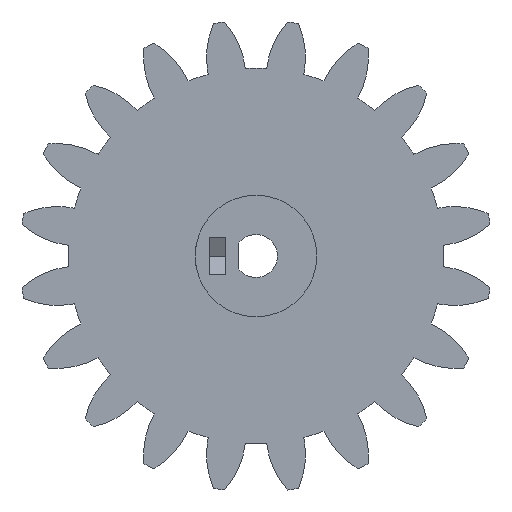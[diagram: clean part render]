
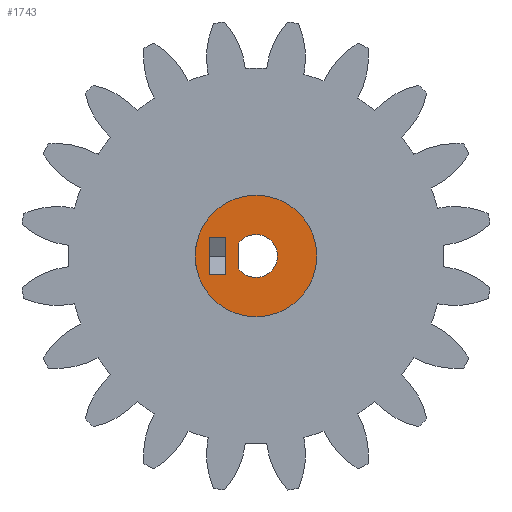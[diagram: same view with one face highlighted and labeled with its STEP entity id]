
A CAD part, left-side view. The second image highlights one B-rep face of the part: STEP entity #1743.
In plain terms, the highlighted planar face has unit normal (-1, 0, 0).
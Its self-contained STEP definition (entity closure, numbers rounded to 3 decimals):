
#34 = AXIS2_PLACEMENT_3D ( 'NONE', #3720, #710, #507 ) ;
#46 = DIRECTION ( 'NONE',  ( -1., 0., 0. ) ) ;
#57 = DIRECTION ( 'NONE',  ( 0., 0., 1. ) ) ;
#125 = EDGE_CURVE ( 'NONE', #755, #1752, #1575, .T. ) ;
#182 = VECTOR ( 'NONE', #996, 1000. ) ;
#289 = ORIENTED_EDGE ( 'NONE', *, *, #2309, .F. ) ;
#314 = CARTESIAN_POINT ( 'NONE',  ( -8., 0., 0. ) ) ;
#337 = CARTESIAN_POINT ( 'NONE',  ( -8., 0., -8.5 ) ) ;
#349 = CARTESIAN_POINT ( 'NONE',  ( -8., 0., 0. ) ) ;
#382 = CIRCLE ( 'NONE', #3556, 3. ) ;
#383 = ORIENTED_EDGE ( 'NONE', *, *, #2781, .T. ) ;
#426 = EDGE_CURVE ( 'NONE', #1371, #1671, #708, .T. ) ;
#438 = CARTESIAN_POINT ( 'NONE',  ( -8., 2.4, -19.297 ) ) ;
#457 = ORIENTED_EDGE ( 'NONE', *, *, #3540, .F. ) ;
#507 = DIRECTION ( 'NONE',  ( 0., 0., 1. ) ) ;
#587 = DIRECTION ( 'NONE',  ( 0., 0., 1. ) ) ;
#589 = LINE ( 'NONE', #2400, #924 ) ;
#603 = FACE_BOUND ( 'NONE', #2852, .T. ) ;
#689 = AXIS2_PLACEMENT_3D ( 'NONE', #3373, #1821, #2440 ) ;
#697 = VERTEX_POINT ( 'NONE', #3674 ) ;
#708 = LINE ( 'NONE', #2186, #1852 ) ;
#710 = DIRECTION ( 'NONE',  ( -1., 0., 0. ) ) ;
#717 = CARTESIAN_POINT ( 'NONE',  ( -8., 0., 8.5 ) ) ;
#755 = VERTEX_POINT ( 'NONE', #717 ) ;
#761 = CARTESIAN_POINT ( 'NONE',  ( -8., 6.55, 2.65 ) ) ;
#865 = DIRECTION ( 'NONE',  ( 0., 0., -1. ) ) ;
#882 = CARTESIAN_POINT ( 'NONE',  ( -8., 4.25, 2.65 ) ) ;
#924 = VECTOR ( 'NONE', #865, 1000. ) ;
#941 = DIRECTION ( 'NONE',  ( -1., 0., 0. ) ) ;
#978 = DIRECTION ( 'NONE',  ( 0., 0., -1. ) ) ;
#996 = DIRECTION ( 'NONE',  ( 0., 0., 1. ) ) ;
#1158 = ORIENTED_EDGE ( 'NONE', *, *, #1533, .T. ) ;
#1194 = ORIENTED_EDGE ( 'NONE', *, *, #2333, .F. ) ;
#1229 = LINE ( 'NONE', #2447, #1576 ) ;
#1252 = DIRECTION ( 'NONE',  ( 0., 0., 1. ) ) ;
#1371 = VERTEX_POINT ( 'NONE', #882 ) ;
#1390 = DIRECTION ( 'NONE',  ( -1., 0., 0. ) ) ;
#1481 = EDGE_CURVE ( 'NONE', #1752, #755, #3032, .T. ) ;
#1533 = EDGE_CURVE ( 'NONE', #3074, #3766, #1632, .T. ) ;
#1545 = CARTESIAN_POINT ( 'NONE',  ( -8., 0., 0. ) ) ;
#1575 = CIRCLE ( 'NONE', #2842, 8.5 ) ;
#1576 = VECTOR ( 'NONE', #978, 1000. ) ;
#1590 = ORIENTED_EDGE ( 'NONE', *, *, #426, .F. ) ;
#1632 = LINE ( 'NONE', #438, #182 ) ;
#1639 = CARTESIAN_POINT ( 'NONE',  ( -8., 2.4, -1.8 ) ) ;
#1640 = DIRECTION ( 'NONE',  ( 0., 1., 0. ) ) ;
#1671 = VERTEX_POINT ( 'NONE', #761 ) ;
#1674 = CARTESIAN_POINT ( 'NONE',  ( -8., 4.25, -2.65 ) ) ;
#1721 = EDGE_CURVE ( 'NONE', #697, #3830, #3229, .T. ) ;
#1743 = ADVANCED_FACE ( 'NONE', ( #2108, #603, #3047 ), #3919, .T. ) ;
#1752 = VERTEX_POINT ( 'NONE', #337 ) ;
#1821 = DIRECTION ( 'NONE',  ( -1., 0., 0. ) ) ;
#1852 = VECTOR ( 'NONE', #1640, 1000. ) ;
#2052 = VERTEX_POINT ( 'NONE', #3048 ) ;
#2108 = FACE_OUTER_BOUND ( 'NONE', #3577, .T. ) ;
#2186 = CARTESIAN_POINT ( 'NONE',  ( -8., 4.376, 2.65 ) ) ;
#2309 = EDGE_CURVE ( 'NONE', #1671, #2052, #1229, .T. ) ;
#2333 = EDGE_CURVE ( 'NONE', #3830, #3766, #382, .T. ) ;
#2346 = DIRECTION ( 'NONE',  ( 0., 0., 1. ) ) ;
#2396 = EDGE_LOOP ( 'NONE', ( #3593, #383, #289, #1590 ) ) ;
#2400 = CARTESIAN_POINT ( 'NONE',  ( -8., 4.25, -19.297 ) ) ;
#2440 = DIRECTION ( 'NONE',  ( 0., 0., 1. ) ) ;
#2447 = CARTESIAN_POINT ( 'NONE',  ( -8., 6.55, -19.297 ) ) ;
#2546 = DIRECTION ( 'NONE',  ( 0., 1., 0. ) ) ;
#2645 = ORIENTED_EDGE ( 'NONE', *, *, #1721, .F. ) ;
#2734 = VECTOR ( 'NONE', #2546, 1000. ) ;
#2781 = EDGE_CURVE ( 'NONE', #2792, #2052, #3728, .T. ) ;
#2792 = VERTEX_POINT ( 'NONE', #1674 ) ;
#2797 = DIRECTION ( 'NONE',  ( -1., 0., 0. ) ) ;
#2799 = ORIENTED_EDGE ( 'NONE', *, *, #125, .T. ) ;
#2842 = AXIS2_PLACEMENT_3D ( 'NONE', #3822, #1390, #2346 ) ;
#2852 = EDGE_LOOP ( 'NONE', ( #457, #1158, #1194, #2645 ) ) ;
#3032 = CIRCLE ( 'NONE', #3546, 8.5 ) ;
#3047 = FACE_BOUND ( 'NONE', #2396, .T. ) ;
#3048 = CARTESIAN_POINT ( 'NONE',  ( -8., 6.55, -2.65 ) ) ;
#3074 = VERTEX_POINT ( 'NONE', #1639 ) ;
#3098 = AXIS2_PLACEMENT_3D ( 'NONE', #314, #941, #587 ) ;
#3154 = CARTESIAN_POINT ( 'NONE',  ( -8., 4.376, -2.65 ) ) ;
#3229 = CIRCLE ( 'NONE', #3098, 3. ) ;
#3335 = CIRCLE ( 'NONE', #34, 3. ) ;
#3373 = CARTESIAN_POINT ( 'NONE',  ( -8., 0., 0. ) ) ;
#3384 = CARTESIAN_POINT ( 'NONE',  ( -8., 0., 3. ) ) ;
#3517 = ORIENTED_EDGE ( 'NONE', *, *, #1481, .T. ) ;
#3540 = EDGE_CURVE ( 'NONE', #3074, #697, #3335, .T. ) ;
#3546 = AXIS2_PLACEMENT_3D ( 'NONE', #349, #46, #1252 ) ;
#3556 = AXIS2_PLACEMENT_3D ( 'NONE', #1545, #2797, #57 ) ;
#3577 = EDGE_LOOP ( 'NONE', ( #3517, #2799 ) ) ;
#3593 = ORIENTED_EDGE ( 'NONE', *, *, #3618, .T. ) ;
#3618 = EDGE_CURVE ( 'NONE', #1371, #2792, #589, .T. ) ;
#3634 = CARTESIAN_POINT ( 'NONE',  ( -8., 2.4, 1.8 ) ) ;
#3674 = CARTESIAN_POINT ( 'NONE',  ( -8., 0., -3. ) ) ;
#3720 = CARTESIAN_POINT ( 'NONE',  ( -8., 0., 0. ) ) ;
#3728 = LINE ( 'NONE', #3154, #2734 ) ;
#3766 = VERTEX_POINT ( 'NONE', #3634 ) ;
#3822 = CARTESIAN_POINT ( 'NONE',  ( -8., 0., 0. ) ) ;
#3830 = VERTEX_POINT ( 'NONE', #3384 ) ;
#3919 = PLANE ( 'NONE',  #689 ) ;
